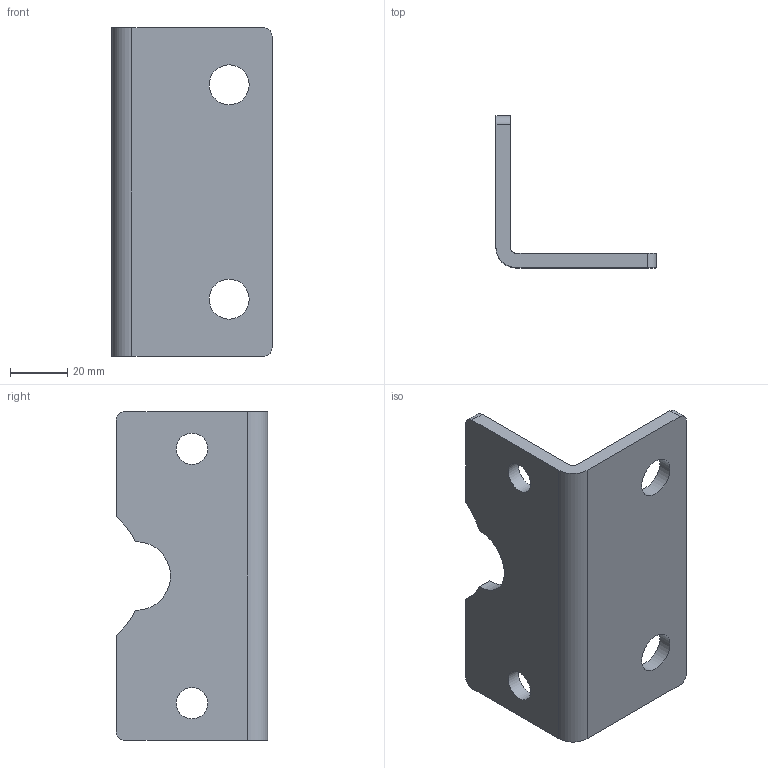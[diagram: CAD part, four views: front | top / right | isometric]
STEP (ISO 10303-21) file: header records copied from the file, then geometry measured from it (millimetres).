
FILE_DESCRIPTION(/* description */ ('Piedino basso in lamiera (MS1) d.100'),/* implementation_level */ '2;1');
FILE_NAME(/* name */ '1325_100_05-1F.stp',/* time_stamp */ '2016-10-14T14:01:28+02:00',/* author */ ('Maniean1'),/* organization */ ('Pneumax S.p.A.'),/* preprocessor_version */ 'ST-DEVELOPER v15.2',/* originating_system */ 'Autodesk Inventor 2014',/* authorisation */ '');
FILE_SCHEMA (('AUTOMOTIVE_DESIGN { 1 0 10303 214 3 1 1 }'));
Length unit declared in the file: millimetre
Products named in the file (1): 1325_100_05-1F
Bounding box: 56 x 53 x 115 mm (x, y, z)
Volume: 53852 mm3; surface area: 24565.9 mm2
Topology: 1 solids, 1 shells, 22 faces, 64 edges, 44 vertices
Faces by surface type: cylinder 13, plane 9
Full cylindrical faces by diameter (mm): 11 x2, 14 x2
Entity records: 752 total; most frequent: DIRECTION 128, CARTESIAN_POINT 119, ORIENTED_EDGE 112, EDGE_CURVE 56, AXIS2_PLACEMENT_3D 49, VERTEX_POINT 40, EDGE_LOOP 34, LINE 30
